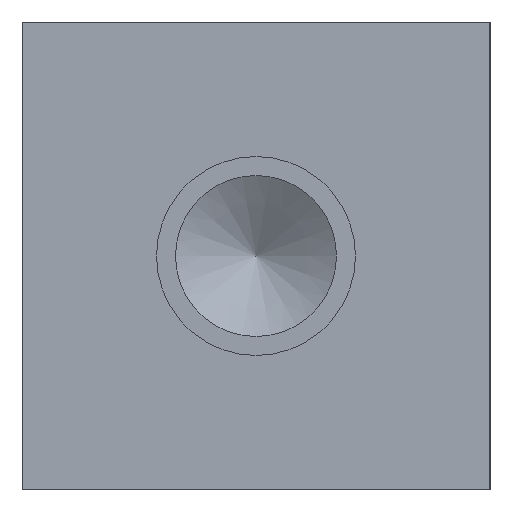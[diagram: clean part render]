
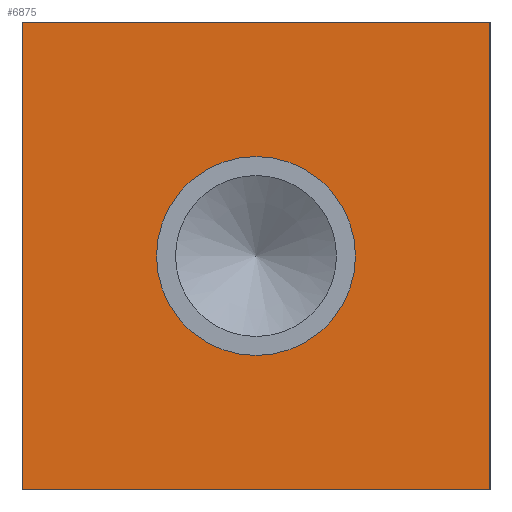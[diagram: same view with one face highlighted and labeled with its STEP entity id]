
A CAD part, left-side view. The second image highlights one B-rep face of the part: STEP entity #6875.
In plain terms, the highlighted planar face has unit normal (-1, 0, 0).
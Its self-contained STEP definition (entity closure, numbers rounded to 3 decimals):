
#90=CIRCLE('',#7175,10.795);
#91=CIRCLE('',#7176,10.795);
#131=FACE_BOUND('',#1080,.T.);
#344=PLANE('',#7178);
#692=FACE_OUTER_BOUND('',#1079,.T.);
#1079=EDGE_LOOP('',(#6079,#6080,#6081,#6082));
#1080=EDGE_LOOP('',(#6083,#6084));
#1346=LINE('',#10747,#2008);
#1747=LINE('',#11821,#2409);
#1748=LINE('',#11822,#2410);
#1749=LINE('',#11823,#2411);
#2008=VECTOR('',#7557,10.);
#2409=VECTOR('',#8408,10.);
#2410=VECTOR('',#8409,10.);
#2411=VECTOR('',#8410,10.);
#2953=VERTEX_POINT('',#10740);
#2956=VERTEX_POINT('',#10745);
#3273=VERTEX_POINT('',#11811);
#3274=VERTEX_POINT('',#11812);
#3275=VERTEX_POINT('',#11819);
#3276=VERTEX_POINT('',#11820);
#3744=EDGE_CURVE('',#2956,#2953,#1346,.T.);
#4212=EDGE_CURVE('',#3273,#3274,#90,.T.);
#4213=EDGE_CURVE('',#3274,#3273,#91,.T.);
#4216=EDGE_CURVE('',#3275,#3276,#1747,.T.);
#4217=EDGE_CURVE('',#3276,#2953,#1748,.T.);
#4218=EDGE_CURVE('',#3275,#2956,#1749,.T.);
#6079=ORIENTED_EDGE('',*,*,#4216,.T.);
#6080=ORIENTED_EDGE('',*,*,#4217,.T.);
#6081=ORIENTED_EDGE('',*,*,#3744,.F.);
#6082=ORIENTED_EDGE('',*,*,#4218,.F.);
#6083=ORIENTED_EDGE('',*,*,#4212,.T.);
#6084=ORIENTED_EDGE('',*,*,#4213,.T.);
#6875=ADVANCED_FACE('',(#692,#131),#344,.T.);
#7175=AXIS2_PLACEMENT_3D('',#11813,#8398,#8399);
#7176=AXIS2_PLACEMENT_3D('',#11814,#8400,#8401);
#7178=AXIS2_PLACEMENT_3D('',#11818,#8406,#8407);
#7557=DIRECTION('',(0.,-1.,0.));
#8398=DIRECTION('center_axis',(1.,0.,0.));
#8399=DIRECTION('ref_axis',(0.,1.,0.));
#8400=DIRECTION('center_axis',(1.,0.,0.));
#8401=DIRECTION('ref_axis',(0.,1.,0.));
#8406=DIRECTION('center_axis',(-1.,0.,0.));
#8407=DIRECTION('ref_axis',(0.,-1.,0.));
#8408=DIRECTION('',(0.,-1.,0.));
#8409=DIRECTION('',(0.,0.,1.));
#8410=DIRECTION('',(0.,0.,1.));
#10740=CARTESIAN_POINT('',(0.,0.,50.8));
#10745=CARTESIAN_POINT('',(0.,50.8,50.8));
#10747=CARTESIAN_POINT('',(0.,50.8,50.8));
#11811=CARTESIAN_POINT('',(0.,36.195,25.4));
#11812=CARTESIAN_POINT('',(0.,14.605,25.4));
#11813=CARTESIAN_POINT('Origin',(0.,25.4,25.4));
#11814=CARTESIAN_POINT('Origin',(0.,25.4,25.4));
#11818=CARTESIAN_POINT('Origin',(0.,50.8,0.));
#11819=CARTESIAN_POINT('',(0.,50.8,0.));
#11820=CARTESIAN_POINT('',(0.,0.,0.));
#11821=CARTESIAN_POINT('',(0.,50.8,0.));
#11822=CARTESIAN_POINT('',(0.,0.,0.));
#11823=CARTESIAN_POINT('',(0.,50.8,0.));
